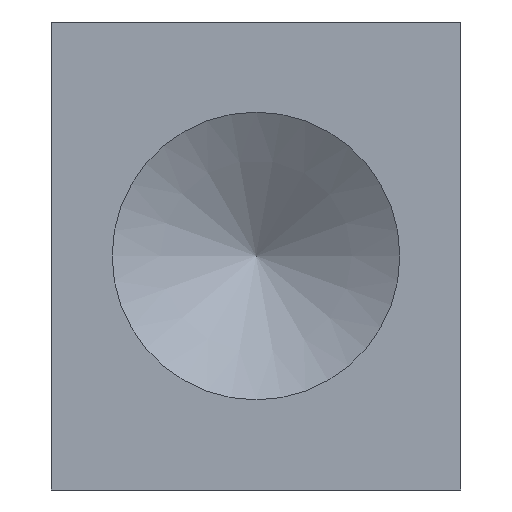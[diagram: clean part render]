
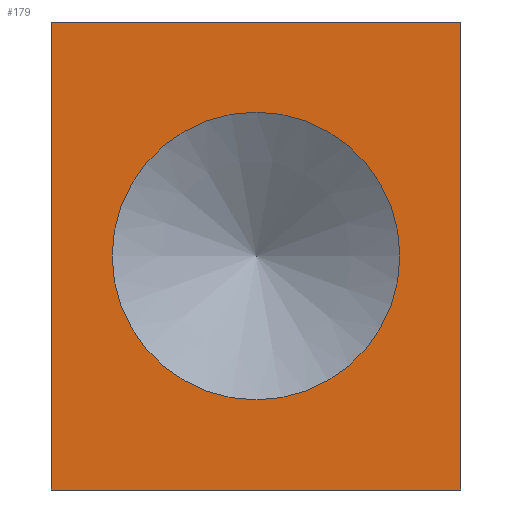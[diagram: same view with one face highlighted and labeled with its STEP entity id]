
A CAD part, front view. The second image highlights one B-rep face of the part: STEP entity #179.
In plain terms, the highlighted planar face has unit normal (0, -1, 0).
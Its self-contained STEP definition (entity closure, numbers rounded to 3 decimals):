
#17=FACE_BOUND('',#47,.T.);
#23=PLANE('',#216);
#34=FACE_OUTER_BOUND('',#46,.T.);
#46=EDGE_LOOP('',(#150,#151,#152,#153));
#47=EDGE_LOOP('',(#154));
#56=LINE('',#286,#72);
#63=LINE('',#300,#79);
#65=LINE('',#308,#81);
#66=LINE('',#309,#82);
#72=VECTOR('',#237,10.);
#79=VECTOR('',#248,10.);
#81=VECTOR('',#256,10.);
#82=VECTOR('',#257,10.);
#87=CIRCLE('',#210,2.459);
#94=VERTEX_POINT('',#280);
#95=VERTEX_POINT('',#284);
#96=VERTEX_POINT('',#285);
#101=VERTEX_POINT('',#299);
#104=VERTEX_POINT('',#307);
#109=EDGE_CURVE('',#94,#94,#87,.T.);
#111=EDGE_CURVE('',#95,#96,#56,.T.);
#118=EDGE_CURVE('',#95,#101,#63,.T.);
#122=EDGE_CURVE('',#104,#96,#65,.T.);
#123=EDGE_CURVE('',#104,#101,#66,.T.);
#150=ORIENTED_EDGE('',*,*,#111,.T.);
#151=ORIENTED_EDGE('',*,*,#122,.F.);
#152=ORIENTED_EDGE('',*,*,#123,.T.);
#153=ORIENTED_EDGE('',*,*,#118,.F.);
#154=ORIENTED_EDGE('',*,*,#109,.T.);
#179=ADVANCED_FACE('',(#34,#17),#23,.F.);
#210=AXIS2_PLACEMENT_3D('',#281,#232,#233);
#216=AXIS2_PLACEMENT_3D('',#306,#254,#255);
#232=DIRECTION('center_axis',(0.,1.,0.));
#233=DIRECTION('ref_axis',(1.,0.,0.));
#237=DIRECTION('',(-1.,0.,0.));
#248=DIRECTION('',(0.,0.,-1.));
#254=DIRECTION('center_axis',(0.,1.,0.));
#255=DIRECTION('ref_axis',(0.,0.,-1.));
#256=DIRECTION('',(0.,0.,1.));
#257=DIRECTION('',(1.,0.,0.));
#280=CARTESIAN_POINT('',(51.722,-76.716,-2.02));
#281=CARTESIAN_POINT('Origin',(54.18,-76.716,-2.02));
#284=CARTESIAN_POINT('',(57.68,-76.716,1.98));
#285=CARTESIAN_POINT('',(50.68,-76.716,1.98));
#286=CARTESIAN_POINT('',(55.93,-76.716,1.98));
#299=CARTESIAN_POINT('',(57.68,-76.716,-6.02));
#300=CARTESIAN_POINT('',(57.68,-76.716,-8.395));
#306=CARTESIAN_POINT('Origin',(54.18,-76.716,-2.646));
#307=CARTESIAN_POINT('',(50.68,-76.716,-6.02));
#308=CARTESIAN_POINT('',(50.68,-76.716,-8.395));
#309=CARTESIAN_POINT('',(52.43,-76.716,-6.02));
